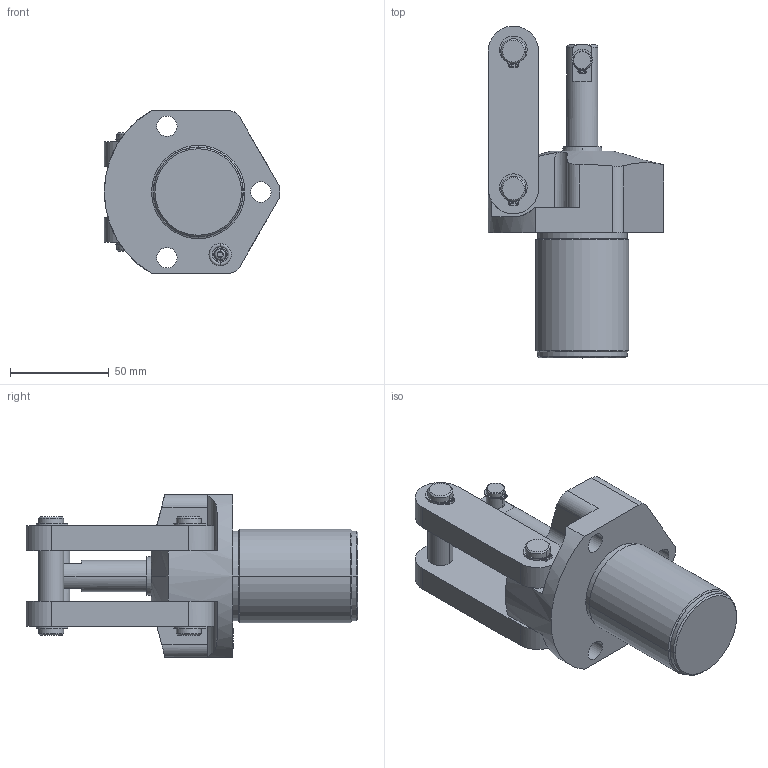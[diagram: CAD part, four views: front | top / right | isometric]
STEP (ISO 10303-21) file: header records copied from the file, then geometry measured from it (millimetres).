
FILE_DESCRIPTION((''),'2;1');
FILE_NAME('ILC16610900','2023-02-03T11:57:15',('rkuestersteffen'),(''),'CREO PARAMETRIC BY PTC INC, 2021164','CREO PARAMETRIC BY PTC INC, 2021164','');
FILE_SCHEMA(('AUTOMOTIVE_DESIGN { 1 0 10303 214 1 1 1 1 }'));
Length unit declared in the file: inch
Products named in the file (1): ILC16610900
Bounding box: 88.91 x 168.28 x 82.55 mm (x, y, z)
Volume: 354212.4 mm3; surface area: 67111.8 mm2
Topology: 3 solids, 7 shells, 262 faces, 683 edges, 445 vertices
Faces by surface type: cylinder 119, plane 107, cone 28, torus 6, sphere 2
Entity records: 8914 total; most frequent: CARTESIAN_POINT 1739, DIRECTION 1565, ORIENTED_EDGE 1350, EDGE_CURVE 681, AXIS2_PLACEMENT_3D 593, VERTEX_POINT 445, VECTOR 376, LINE 376
